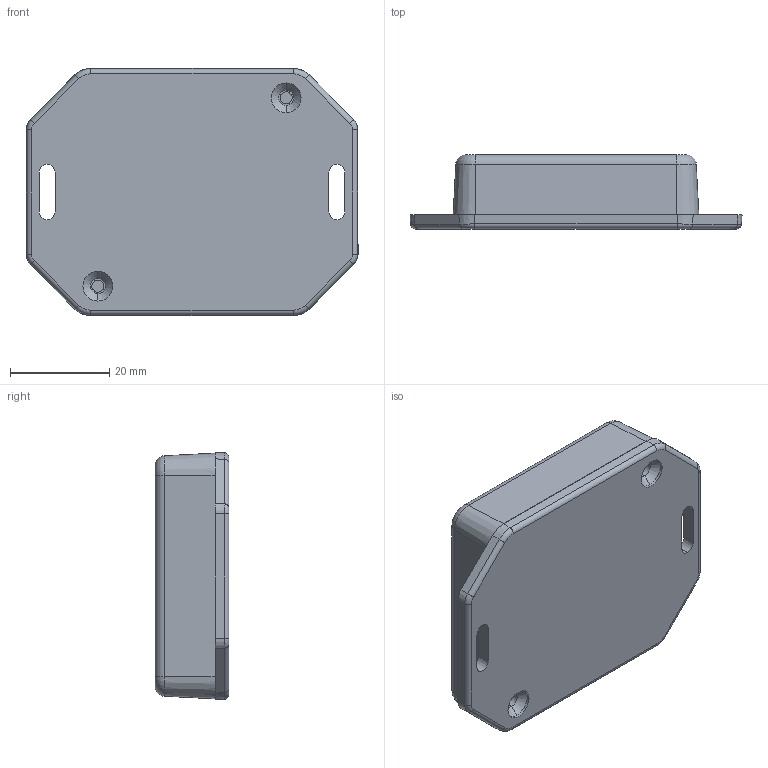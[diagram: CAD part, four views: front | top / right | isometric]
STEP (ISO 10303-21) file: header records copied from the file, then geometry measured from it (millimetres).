
FILE_DESCRIPTION (( 'STEP AP203' ), '1' );
FILE_NAME ('DM-005.STEP', '2019-02-16T08:29:51', ( '' ), ( '' ), 'SwSTEP 2.0', 'SolidWorks 2018', '' );
FILE_SCHEMA (( 'CONFIG_CONTROL_DESIGN' ));
Length unit declared in the file: millimetre
Products named in the file (3): HH-005-P-1; DM-005-P-1_DM-005; DM-005
Assembly tree (2 placements, depth 2):
  DM-005
    DM-005-P-1_DM-005
    HH-005-P-1
Bounding box: 67 x 14.9 x 49.9 mm (x, y, z)
Volume: 18070.6 mm3; surface area: 20668.9 mm2
Topology: 3 solids, 3 shells, 312 faces, 793 edges, 518 vertices
Faces by surface type: plane 148, bspline 70, cone 46, cylinder 36, torus 12
Entity records: 13614 total; most frequent: CARTESIAN_POINT 6086, ORIENTED_EDGE 1586, DIRECTION 1311, EDGE_CURVE 793, VERTEX_POINT 518, LINE 481, VECTOR 481, AXIS2_PLACEMENT_3D 415
